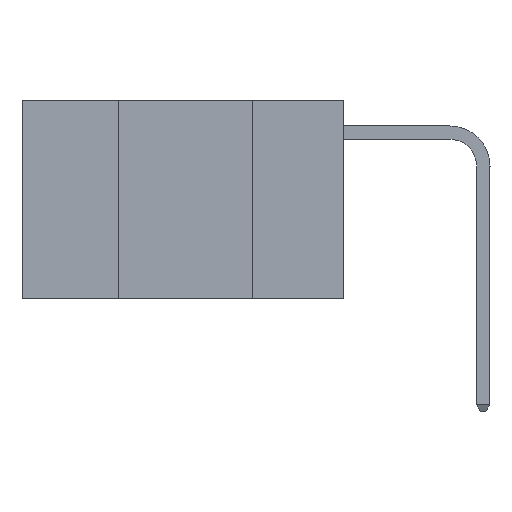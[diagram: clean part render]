
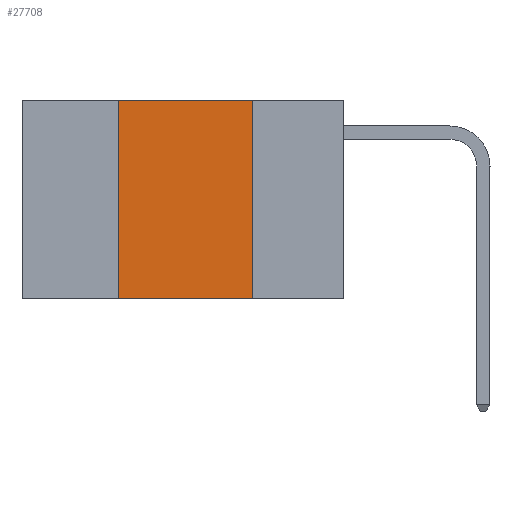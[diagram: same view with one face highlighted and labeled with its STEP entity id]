
A CAD part, left-side view. The second image highlights one B-rep face of the part: STEP entity #27708.
In plain terms, the highlighted planar face has unit normal (-1, 0, 0).
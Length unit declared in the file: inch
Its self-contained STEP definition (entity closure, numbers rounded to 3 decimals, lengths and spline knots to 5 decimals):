
#250 = PLANE ( 'NONE',  #25291 ) ;
#1446 = EDGE_CURVE ( 'NONE', #21626, #12457, #2232, .T. ) ;
#2232 = LINE ( 'NONE', #5269, #25233 ) ;
#2467 = VERTEX_POINT ( 'NONE', #11389 ) ;
#2571 = CARTESIAN_POINT ( 'NONE',  ( 0., 0.6, 0. ) ) ;
#3002 = EDGE_CURVE ( 'NONE', #15578, #12457, #27457, .T. ) ;
#5269 = CARTESIAN_POINT ( 'NONE',  ( 0., 0.17, 0. ) ) ;
#6776 = DIRECTION ( 'NONE',  ( 0., -1., 0. ) ) ;
#7174 = DIRECTION ( 'NONE',  ( 1., 0., 0. ) ) ;
#10973 = CARTESIAN_POINT ( 'NONE',  ( 0., 0.6, -0.37 ) ) ;
#11331 = ORIENTED_EDGE ( 'NONE', *, *, #3002, .T. ) ;
#11389 = CARTESIAN_POINT ( 'NONE',  ( 0., 0.42, 0. ) ) ;
#11534 = ORIENTED_EDGE ( 'NONE', *, *, #27584, .F. ) ;
#11932 = ORIENTED_EDGE ( 'NONE', *, *, #27412, .F. ) ;
#11999 = DIRECTION ( 'NONE',  ( 0., 0., -1. ) ) ;
#12457 = VERTEX_POINT ( 'NONE', #26394 ) ;
#15578 = VERTEX_POINT ( 'NONE', #27707 ) ;
#15960 = CARTESIAN_POINT ( 'NONE',  ( 0., 0.17, 0. ) ) ;
#16369 = VECTOR ( 'NONE', #26405, 39.37008 ) ;
#17125 = DIRECTION ( 'NONE',  ( 0., 0., 1. ) ) ;
#17783 = CARTESIAN_POINT ( 'NONE',  ( 0., 0.6, 0. ) ) ;
#19310 = CARTESIAN_POINT ( 'NONE',  ( 0., 0.42, 0. ) ) ;
#21626 = VERTEX_POINT ( 'NONE', #15960 ) ;
#22564 = ORIENTED_EDGE ( 'NONE', *, *, #1446, .F. ) ;
#22618 = DIRECTION ( 'NONE',  ( 0., 0., -1. ) ) ;
#23025 = VECTOR ( 'NONE', #17125, 39.37008 ) ;
#24002 = EDGE_LOOP ( 'NONE', ( #22564, #11534, #11932, #11331 ) ) ;
#24059 = VECTOR ( 'NONE', #6776, 39.37008 ) ;
#25233 = VECTOR ( 'NONE', #11999, 39.37008 ) ;
#25291 = AXIS2_PLACEMENT_3D ( 'NONE', #2571, #7174, #22618 ) ;
#25453 = LINE ( 'NONE', #17783, #24059 ) ;
#25891 = LINE ( 'NONE', #19310, #23025 ) ;
#26394 = CARTESIAN_POINT ( 'NONE',  ( 0., 0.17, -0.37 ) ) ;
#26405 = DIRECTION ( 'NONE',  ( 0., -1., 0. ) ) ;
#27195 = FACE_OUTER_BOUND ( 'NONE', #24002, .T. ) ;
#27412 = EDGE_CURVE ( 'NONE', #15578, #2467, #25891, .T. ) ;
#27457 = LINE ( 'NONE', #10973, #16369 ) ;
#27584 = EDGE_CURVE ( 'NONE', #2467, #21626, #25453, .T. ) ;
#27707 = CARTESIAN_POINT ( 'NONE',  ( 0., 0.42, -0.37 ) ) ;
#27708 = ADVANCED_FACE ( 'NONE', ( #27195 ), #250, .F. ) ;
